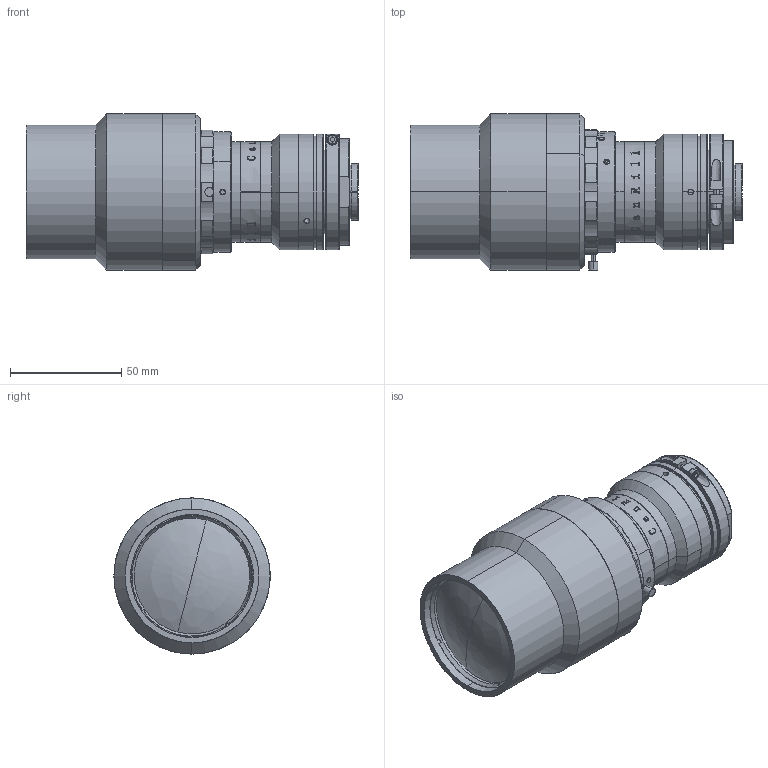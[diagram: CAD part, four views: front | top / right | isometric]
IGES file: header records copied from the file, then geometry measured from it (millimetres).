
Start section: SolidWorks IGES file using analytic representation for surfaces
Global section: file name: XF-PTL03716-C-VI.IGS,15; native system: HSolidWorks 2014; preprocessor: SolidWorks 2014; author: canrill005; date: 190527.133919; units: millimetre
Bounding box: 148.94 x 70 x 70 mm (x, y, z)
Surface area: 49316.5 mm2 (no closed solid volume)
Topology: 0 solids, 0 shells, 270 faces, 6908 edges, 6906 vertices
Faces by surface type: revolution 162, bspline 108
